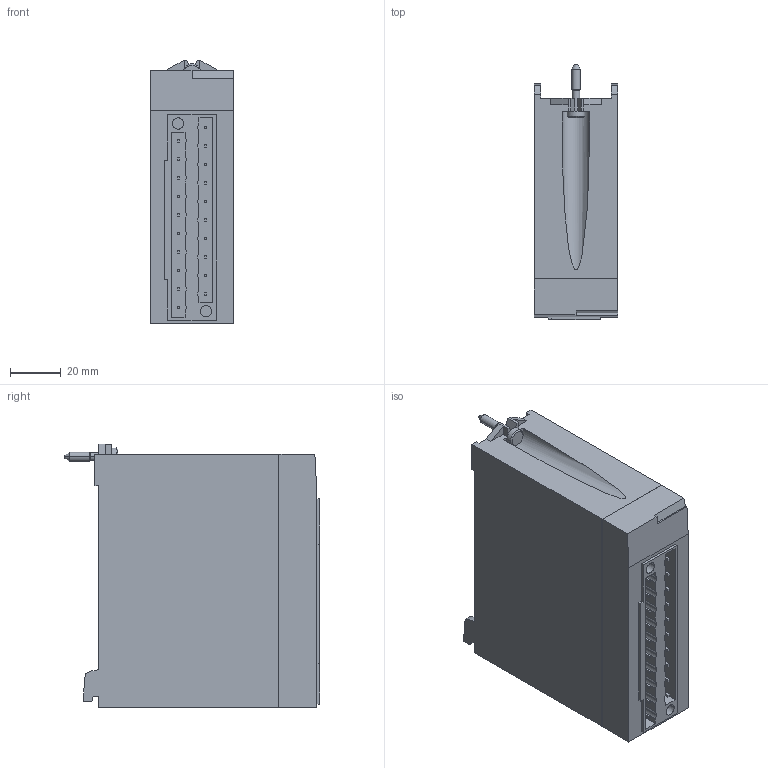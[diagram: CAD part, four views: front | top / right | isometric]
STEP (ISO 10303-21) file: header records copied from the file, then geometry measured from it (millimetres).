
FILE_DESCRIPTION(('starvars output'),'2;1');
FILE_NAME('BMXAMM0600_3D.stp','12:12:13 2020/04/01',( 'Thomas Industrial Network Germany GmbH'),( 'Thomas Industrial Network Germany GmbH'),'unknown preprocess','ACIS' ,'unknown authorization');
FILE_SCHEMA(('CONFIG_CONTROL_DESIGN {UNKNOWN IMPLEMENTATION LEVEL}'));
Length unit declared in the file: millimetre
Products named in the file (1): PRODUCT_ID_7
Bounding box: 33 x 100.5 x 104 mm (x, y, z)
Volume: 276431.3 mm3; surface area: 34463.9 mm2
Topology: 1 solids, 1 shells, 258 faces, 671 edges, 442 vertices
Faces by surface type: plane 194, cylinder 58, cone 6
Entity records: 7006 total; most frequent: ORIENTED_EDGE 1342, CARTESIAN_POINT 1176, DIRECTION 986, EDGE_CURVE 671, VECTOR 482, LINE 482, VERTEX_POINT 442, EDGE_LOOP 285
